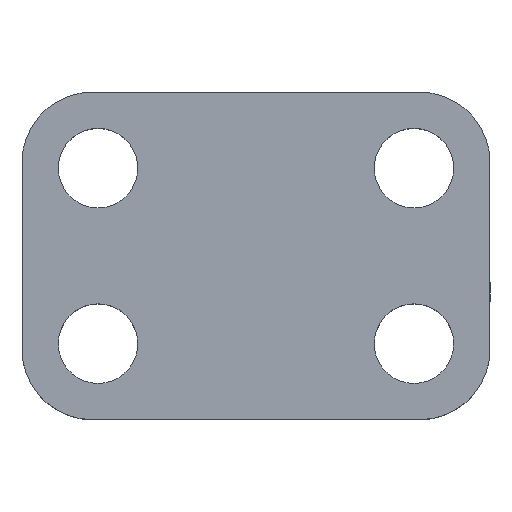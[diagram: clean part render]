
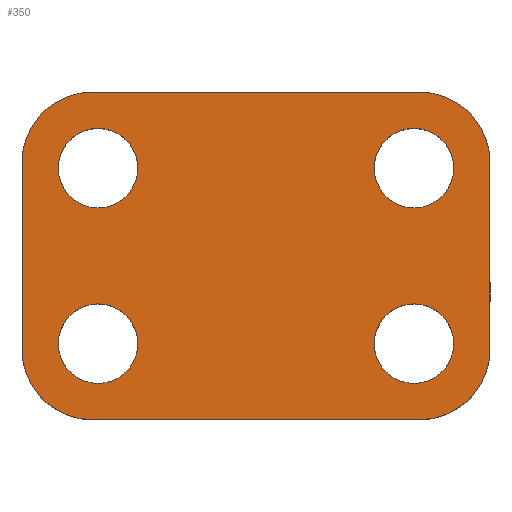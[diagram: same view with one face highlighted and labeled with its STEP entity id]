
A CAD part, top view. The second image highlights one B-rep face of the part: STEP entity #350.
In plain terms, the highlighted planar face has unit normal (0, 0, 1).
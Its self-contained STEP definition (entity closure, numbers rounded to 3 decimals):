
#17=FACE_BOUND('',#82,.T.);
#18=FACE_BOUND('',#83,.T.);
#19=FACE_BOUND('',#84,.T.);
#20=FACE_BOUND('',#85,.T.);
#30=CIRCLE('',#384,1.7);
#31=CIRCLE('',#386,1.7);
#33=CIRCLE('',#389,1.7);
#34=CIRCLE('',#391,1.7);
#35=CIRCLE('',#393,3.);
#36=CIRCLE('',#396,3.);
#37=CIRCLE('',#397,3.);
#38=CIRCLE('',#398,3.);
#61=FACE_OUTER_BOUND('',#81,.T.);
#81=EDGE_LOOP('',(#286,#287,#288,#289,#290,#291,#292,#293));
#82=EDGE_LOOP('',(#294));
#83=EDGE_LOOP('',(#295));
#84=EDGE_LOOP('',(#296));
#85=EDGE_LOOP('',(#297));
#104=LINE('',#539,#134);
#115=LINE('',#583,#145);
#117=LINE('',#587,#147);
#118=LINE('',#591,#148);
#134=VECTOR('',#431,10.);
#145=VECTOR('',#478,10.);
#147=VECTOR('',#482,10.);
#148=VECTOR('',#485,10.);
#163=VERTEX_POINT('',#536);
#164=VERTEX_POINT('',#538);
#172=VERTEX_POINT('',#558);
#173=VERTEX_POINT('',#562);
#175=VERTEX_POINT('',#568);
#176=VERTEX_POINT('',#572);
#177=VERTEX_POINT('',#576);
#178=VERTEX_POINT('',#577);
#179=VERTEX_POINT('',#582);
#180=VERTEX_POINT('',#586);
#181=VERTEX_POINT('',#588);
#182=VERTEX_POINT('',#590);
#198=EDGE_CURVE('',#164,#163,#104,.T.);
#209=EDGE_CURVE('',#172,#172,#30,.T.);
#211=EDGE_CURVE('',#173,#173,#31,.T.);
#214=EDGE_CURVE('',#175,#175,#33,.T.);
#216=EDGE_CURVE('',#176,#176,#34,.T.);
#217=EDGE_CURVE('',#177,#178,#35,.T.);
#220=EDGE_CURVE('',#179,#178,#115,.T.);
#222=EDGE_CURVE('',#177,#180,#117,.T.);
#223=EDGE_CURVE('',#181,#180,#36,.T.);
#224=EDGE_CURVE('',#181,#182,#118,.T.);
#225=EDGE_CURVE('',#164,#182,#37,.T.);
#226=EDGE_CURVE('',#179,#163,#38,.T.);
#286=ORIENTED_EDGE('',*,*,#217,.F.);
#287=ORIENTED_EDGE('',*,*,#222,.T.);
#288=ORIENTED_EDGE('',*,*,#223,.F.);
#289=ORIENTED_EDGE('',*,*,#224,.T.);
#290=ORIENTED_EDGE('',*,*,#225,.F.);
#291=ORIENTED_EDGE('',*,*,#198,.T.);
#292=ORIENTED_EDGE('',*,*,#226,.F.);
#293=ORIENTED_EDGE('',*,*,#220,.T.);
#294=ORIENTED_EDGE('',*,*,#209,.T.);
#295=ORIENTED_EDGE('',*,*,#211,.T.);
#296=ORIENTED_EDGE('',*,*,#214,.T.);
#297=ORIENTED_EDGE('',*,*,#216,.T.);
#335=PLANE('',#395);
#350=ADVANCED_FACE('',(#61,#17,#18,#19,#20),#335,.T.);
#384=AXIS2_PLACEMENT_3D('',#560,#451,#452);
#386=AXIS2_PLACEMENT_3D('',#564,#456,#457);
#389=AXIS2_PLACEMENT_3D('',#570,#463,#464);
#391=AXIS2_PLACEMENT_3D('',#574,#468,#469);
#393=AXIS2_PLACEMENT_3D('',#578,#472,#473);
#395=AXIS2_PLACEMENT_3D('',#585,#480,#481);
#396=AXIS2_PLACEMENT_3D('',#589,#483,#484);
#397=AXIS2_PLACEMENT_3D('',#592,#486,#487);
#398=AXIS2_PLACEMENT_3D('',#593,#488,#489);
#431=DIRECTION('',(0.,1.,0.));
#451=DIRECTION('center_axis',(0.,0.,-1.));
#452=DIRECTION('ref_axis',(1.,0.,0.));
#456=DIRECTION('center_axis',(0.,0.,-1.));
#457=DIRECTION('ref_axis',(1.,0.,0.));
#463=DIRECTION('center_axis',(0.,0.,-1.));
#464=DIRECTION('ref_axis',(1.,0.,0.));
#468=DIRECTION('center_axis',(0.,0.,-1.));
#469=DIRECTION('ref_axis',(1.,0.,0.));
#472=DIRECTION('center_axis',(0.,0.,-1.));
#473=DIRECTION('ref_axis',(-0.707,0.707,0.));
#478=DIRECTION('',(-1.,0.,0.));
#480=DIRECTION('center_axis',(0.,0.,1.));
#481=DIRECTION('ref_axis',(1.,0.,0.));
#482=DIRECTION('',(0.,-1.,0.));
#483=DIRECTION('center_axis',(0.,0.,-1.));
#484=DIRECTION('ref_axis',(-0.707,-0.707,0.));
#485=DIRECTION('',(1.,0.,0.));
#486=DIRECTION('center_axis',(0.,0.,-1.));
#487=DIRECTION('ref_axis',(0.707,-0.707,0.));
#488=DIRECTION('center_axis',(0.,0.,-1.));
#489=DIRECTION('ref_axis',(0.707,0.707,0.));
#536=CARTESIAN_POINT('',(10.,4.,6.));
#538=CARTESIAN_POINT('',(10.,-4.,6.));
#539=CARTESIAN_POINT('',(10.,7.,6.));
#558=CARTESIAN_POINT('',(5.05,-3.75,6.));
#560=CARTESIAN_POINT('Origin',(6.75,-3.75,6.));
#562=CARTESIAN_POINT('',(5.05,3.75,6.));
#564=CARTESIAN_POINT('Origin',(6.75,3.75,6.));
#568=CARTESIAN_POINT('',(-8.45,-3.75,6.));
#570=CARTESIAN_POINT('Origin',(-6.75,-3.75,6.));
#572=CARTESIAN_POINT('',(-8.45,3.75,6.));
#574=CARTESIAN_POINT('Origin',(-6.75,3.75,6.));
#576=CARTESIAN_POINT('',(-10.,4.,6.));
#577=CARTESIAN_POINT('',(-7.,7.,6.));
#578=CARTESIAN_POINT('Origin',(-7.,4.,6.));
#582=CARTESIAN_POINT('',(7.,7.,6.));
#583=CARTESIAN_POINT('',(-10.,7.,6.));
#585=CARTESIAN_POINT('Origin',(0.,0.,
6.));
#586=CARTESIAN_POINT('',(-10.,-4.,6.));
#587=CARTESIAN_POINT('',(-10.,-7.,6.));
#588=CARTESIAN_POINT('',(-7.,-7.,6.));
#589=CARTESIAN_POINT('Origin',(-7.,-4.,6.));
#590=CARTESIAN_POINT('',(7.,-7.,6.));
#591=CARTESIAN_POINT('',(10.,-7.,6.));
#592=CARTESIAN_POINT('Origin',(7.,-4.,6.));
#593=CARTESIAN_POINT('Origin',(7.,4.,6.));
